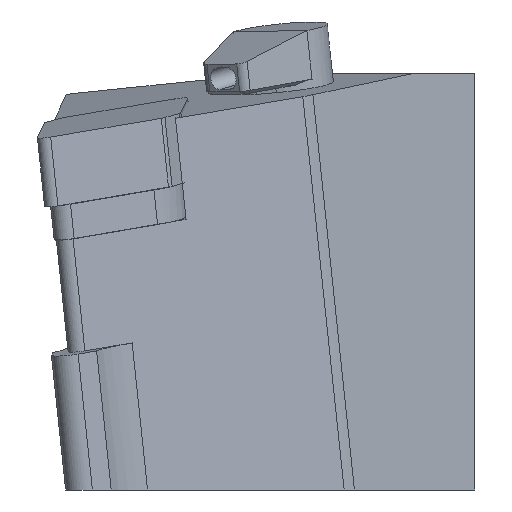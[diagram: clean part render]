
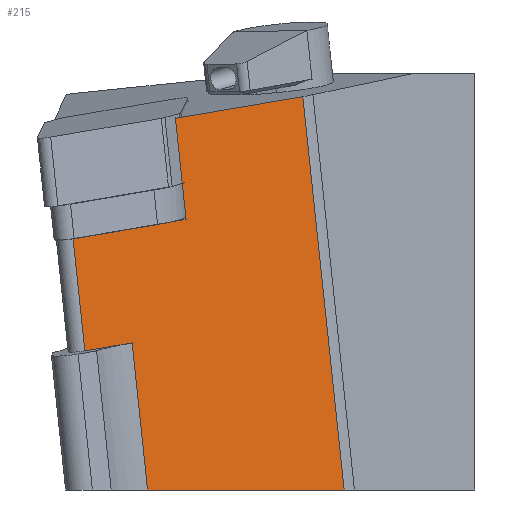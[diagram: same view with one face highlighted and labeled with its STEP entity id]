
A CAD part, left-side view. The second image highlights one B-rep face of the part: STEP entity #215.
In plain terms, the highlighted planar face has unit normal (-0.849, -0.527, -0.034).
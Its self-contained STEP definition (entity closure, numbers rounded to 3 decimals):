
#215=ADVANCED_FACE('',(#335),#283,.F.);
#283=PLANE('',#1487);
#335=FACE_OUTER_BOUND('',#406,.T.);
#406=EDGE_LOOP('',(#848,#849,#850,#851,#852,#853,#854,#855,#856));
#461=LINE('',#1968,#594);
#466=LINE('',#1980,#599);
#476=LINE('',#2005,#609);
#486=LINE('',#2034,#619);
#514=LINE('',#2095,#647);
#518=LINE('',#2108,#651);
#522=LINE('',#2117,#655);
#523=LINE('',#2119,#656);
#524=LINE('',#2120,#657);
#594=VECTOR('',#1583,1.);
#599=VECTOR('',#1592,1.);
#609=VECTOR('',#1610,1.);
#619=VECTOR('',#1638,1.);
#647=VECTOR('',#1688,1.);
#651=VECTOR('',#1702,1.);
#655=VECTOR('',#1712,1.);
#656=VECTOR('',#1715,1.);
#657=VECTOR('',#1716,1.);
#848=ORIENTED_EDGE('',*,*,#1225,.F.);
#849=ORIENTED_EDGE('',*,*,#1300,.F.);
#850=ORIENTED_EDGE('',*,*,#1243,.F.);
#851=ORIENTED_EDGE('',*,*,#1301,.T.);
#852=ORIENTED_EDGE('',*,*,#1257,.T.);
#853=ORIENTED_EDGE('',*,*,#1288,.T.);
#854=ORIENTED_EDGE('',*,*,#1299,.T.);
#855=ORIENTED_EDGE('',*,*,#1294,.T.);
#856=ORIENTED_EDGE('',*,*,#1231,.F.);
#1102=VERTEX_POINT('',#1969);
#1103=VERTEX_POINT('',#1970);
#1107=VERTEX_POINT('',#1981);
#1115=VERTEX_POINT('',#2000);
#1117=VERTEX_POINT('',#2004);
#1128=VERTEX_POINT('',#2035);
#1129=VERTEX_POINT('',#2036);
#1149=VERTEX_POINT('',#2094);
#1154=VERTEX_POINT('',#2109);
#1225=EDGE_CURVE('',#1102,#1103,#461,.T.);
#1231=EDGE_CURVE('',#1103,#1107,#466,.T.);
#1243=EDGE_CURVE('',#1117,#1115,#476,.T.);
#1257=EDGE_CURVE('',#1128,#1129,#486,.T.);
#1288=EDGE_CURVE('',#1129,#1149,#514,.T.);
#1294=EDGE_CURVE('',#1154,#1107,#518,.T.);
#1299=EDGE_CURVE('',#1149,#1154,#522,.T.);
#1300=EDGE_CURVE('',#1115,#1102,#523,.T.);
#1301=EDGE_CURVE('',#1117,#1128,#524,.T.);
#1487=AXIS2_PLACEMENT_3D('',#2121,#1717,#1718);
#1583=DIRECTION('',(0.518,-0.843,0.143));
#1592=DIRECTION('',(-0.105,0.104,0.989));
#1610=DIRECTION('',(-0.105,0.104,0.989));
#1638=DIRECTION('',(0.105,-0.104,-0.989));
#1688=DIRECTION('',(0.527,-0.85,0.));
#1702=DIRECTION('',(-0.518,0.843,-0.143));
#1712=DIRECTION('',(-0.105,0.104,0.989));
#1715=DIRECTION('',(0.518,-0.843,0.143));
#1716=DIRECTION('',(0.518,-0.843,0.143));
#1717=DIRECTION('',(0.849,0.527,0.034));
#1718=DIRECTION('',(0.527,-0.85,0.));
#1968=CARTESIAN_POINT('',(16.674,-25.281,-5.317));
#1969=CARTESIAN_POINT('',(8.663,-12.232,-7.535));
#1970=CARTESIAN_POINT('',(9.537,-13.655,-7.293));
#1980=CARTESIAN_POINT('',(-16.037,11.778,234.69));
#1981=CARTESIAN_POINT('',(8.562,-12.686,1.935));
#2000=CARTESIAN_POINT('',(3.2,-3.332,-9.048));
#2004=CARTESIAN_POINT('',(4.284,-4.41,-19.305));
#2005=CARTESIAN_POINT('',(-22.374,22.102,232.935));
#2034=CARTESIAN_POINT('',(8.5,-10.284,-33.407));
#2035=CARTESIAN_POINT('',(6.932,-8.725,-18.571));
#2036=CARTESIAN_POINT('',(8.351,-10.136,-32.));
#2094=CARTESIAN_POINT('',(19.493,-28.086,-32.));
#2095=CARTESIAN_POINT('',(1.487,0.923,-32.));
#2108=CARTESIAN_POINT('',(0.583,0.311,-0.274));
#2109=CARTESIAN_POINT('',(15.698,-24.312,3.911));
#2117=CARTESIAN_POINT('',(-8.9,0.152,236.666));
#2119=CARTESIAN_POINT('',(16.674,-25.281,-5.317));
#2120=CARTESIAN_POINT('',(17.758,-26.359,-15.574));
#2121=CARTESIAN_POINT('',(-8.9,0.152,236.666));
